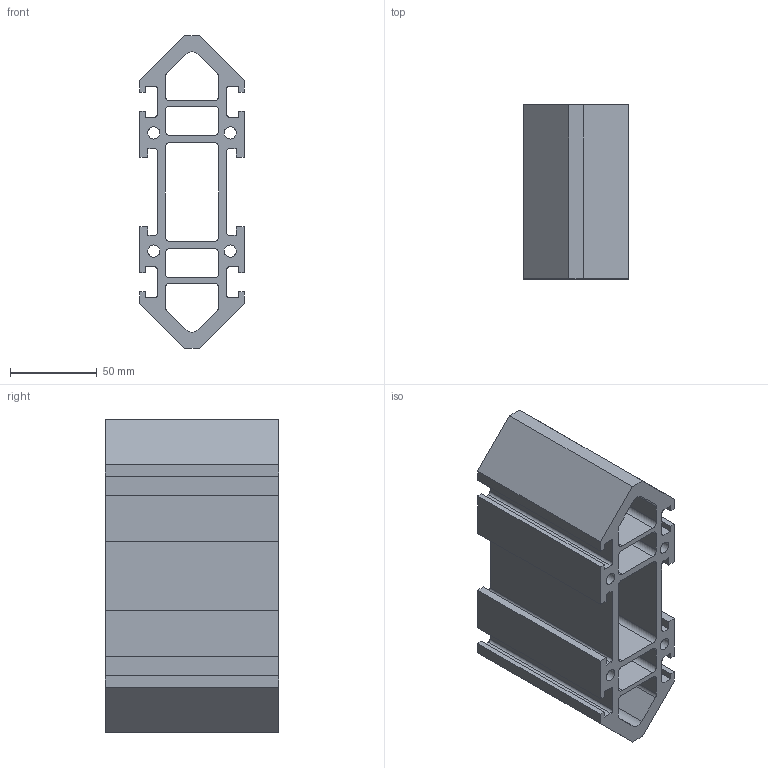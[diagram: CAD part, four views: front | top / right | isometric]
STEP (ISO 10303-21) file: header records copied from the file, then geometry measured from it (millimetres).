
FILE_DESCRIPTION(/* description */ ('PROF.GUIDA MONORAIL PLUS 60X180 OXI'),/* implementation_level */ '2;1');
FILE_NAME(/* name */ 'BPRGD0000137.stp',/* time_stamp */ '2022-07-29T13:46:40+02:00',/* author */ ('tecnico3.vi'),/* organization */ (''),/* preprocessor_version */ 'ST-DEVELOPER v18.1',/* originating_system */ 'Autodesk Inventor 2022',/* authorisation */ '');
FILE_SCHEMA (('AUTOMOTIVE_DESIGN { 1 0 10303 214 3 1 1 }'));
Length unit declared in the file: millimetre
Products named in the file (1): BPRGD0000137
Bounding box: 60 x 100 x 180 mm (x, y, z)
Volume: 358610.8 mm3; surface area: 133834.2 mm2
Topology: 1 solids, 1 shells, 118 faces, 348 edges, 232 vertices
Faces by surface type: plane 80, cylinder 38
Full cylindrical faces by diameter (mm): 7 x4
Entity records: 4007 total; most frequent: CARTESIAN_POINT 699, ORIENTED_EDGE 696, DIRECTION 662, EDGE_CURVE 348, LINE 272, VECTOR 272, VERTEX_POINT 232, AXIS2_PLACEMENT_3D 195
